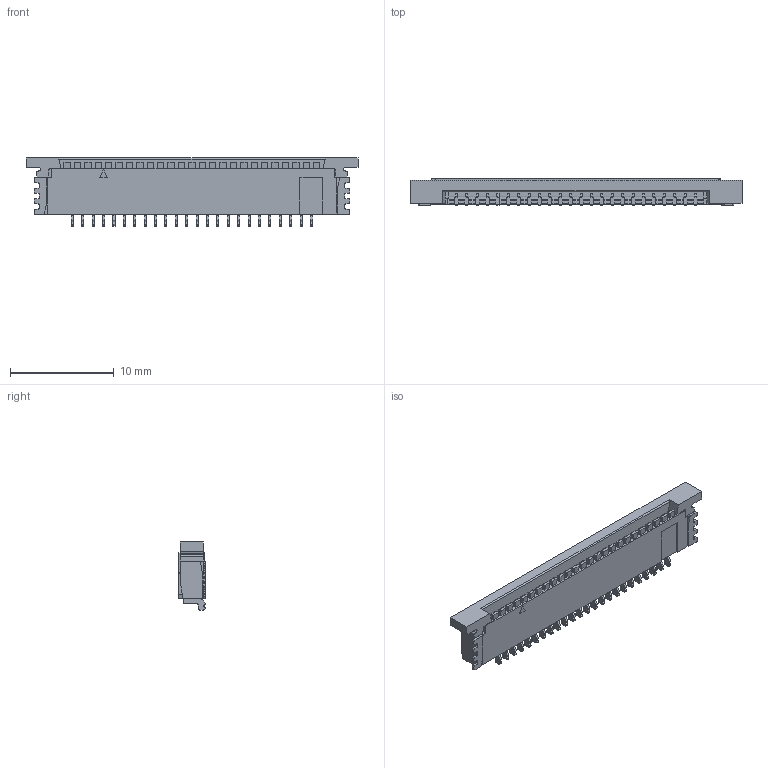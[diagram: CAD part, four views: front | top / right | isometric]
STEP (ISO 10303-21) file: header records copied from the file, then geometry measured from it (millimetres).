
FILE_DESCRIPTION(('STEP AP203'),'1');
FILE_NAME('2-84952-4.stp','2021-10-18T14:59:13',('TraceParts'),('TraceParts S.A.'),'Spatial InterOp 3D',' ',' ');
FILE_SCHEMA(('CONFIG_CONTROL_DESIGN'));
Length unit declared in the file: millimetre
Products named in the file (1): 1
Bounding box: 31.93 x 2.56 x 6.54 mm (x, y, z)
Volume: 315.3 mm3; surface area: 937.4 mm2
Topology: 1 solids, 1 shells, 1065 faces, 3124 edges, 2058 vertices
Faces by surface type: plane 705, cylinder 360
Entity records: 35396 total; most frequent: CARTESIAN_POINT 6264, ORIENTED_EDGE 6248, DIRECTION 5972, EDGE_CURVE 3124, LINE 2404, VECTOR 2404, VERTEX_POINT 2058, AXIS2_PLACEMENT_3D 1784
